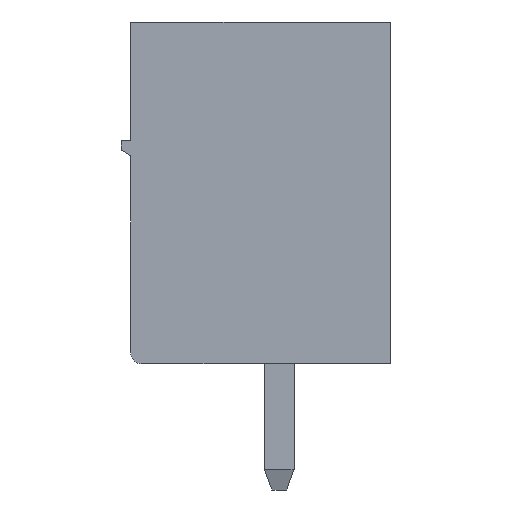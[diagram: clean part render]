
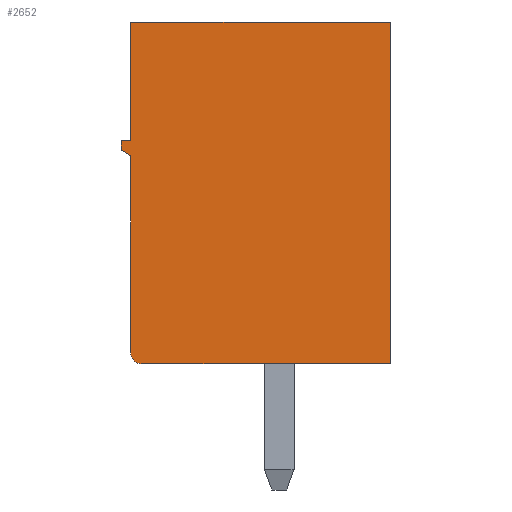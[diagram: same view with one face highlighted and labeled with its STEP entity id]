
A CAD part, left-side view. The second image highlights one B-rep face of the part: STEP entity #2652.
In plain terms, the highlighted planar face has unit normal (-1, 0, 0).
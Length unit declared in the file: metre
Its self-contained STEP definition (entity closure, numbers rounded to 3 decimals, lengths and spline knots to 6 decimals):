
#2652=ADVANCED_FACE('',(#5958),#5959,.T.);
#5958=FACE_OUTER_BOUND('',#9894,.T.);
#5959=PLANE('',#9895);
#9894=EDGE_LOOP('',(#18158,#18159,#18160,#18161,#18162,#18163,#18164,#18165,#18166));
#9895=AXIS2_PLACEMENT_3D('',#18167,#18168,#18169);
#18158=ORIENTED_EDGE('',*,*,#23389,.F.);
#18159=ORIENTED_EDGE('',*,*,#23393,.F.);
#18160=ORIENTED_EDGE('',*,*,#23397,.F.);
#18161=ORIENTED_EDGE('',*,*,#23401,.F.);
#18162=ORIENTED_EDGE('',*,*,#23405,.T.);
#18163=ORIENTED_EDGE('',*,*,#23979,.T.);
#18164=ORIENTED_EDGE('',*,*,#23767,.T.);
#18165=ORIENTED_EDGE('',*,*,#23423,.T.);
#18166=ORIENTED_EDGE('',*,*,#23385,.F.);
#18167=CARTESIAN_POINT('',(-1.087027,0.01036,-0.008267));
#18168=DIRECTION('',(-1.0,0.,0.0));
#18169=DIRECTION('',(0.,-1.0,0.0));
#23385=EDGE_CURVE('',#27931,#27927,#27933,.T.);
#23389=EDGE_CURVE('',#27937,#27931,#27939,.T.);
#23393=EDGE_CURVE('',#27943,#27937,#27945,.T.);
#23397=EDGE_CURVE('',#27949,#27943,#27951,.T.);
#23401=EDGE_CURVE('',#27955,#27949,#27957,.T.);
#23405=EDGE_CURVE('',#27955,#27961,#27963,.T.);
#23423=EDGE_CURVE('',#27994,#27927,#27997,.T.);
#23767=EDGE_CURVE('',#28683,#27994,#28684,.T.);
#23979=EDGE_CURVE('',#27961,#28683,#29067,.T.);
#27927=VERTEX_POINT('',#34550);
#27931=VERTEX_POINT('',#34556);
#27933=LINE('',#34559,#34560);
#27937=VERTEX_POINT('',#34565);
#27939=LINE('',#34568,#34569);
#27943=VERTEX_POINT('',#34574);
#27945=LINE('',#34577,#34578);
#27949=VERTEX_POINT('',#34583);
#27951=LINE('',#34586,#34587);
#27955=VERTEX_POINT('',#34592);
#27957=LINE('',#34595,#34596);
#27961=VERTEX_POINT('',#34600);
#27963=CIRCLE('',#34603,0.0003);
#27994=VERTEX_POINT('',#34647);
#27997=LINE('',#34652,#34653);
#28683=VERTEX_POINT('',#35654);
#28684=LINE('',#35655,#35656);
#29067=LINE('',#36239,#36240);
#34550=CARTESIAN_POINT('',(-1.087027,0.01086,0.000933));
#34556=CARTESIAN_POINT('',(-1.087027,0.01086,-0.002267));
#34559=CARTESIAN_POINT('',(-1.087027,0.01086,-0.008267));
#34560=VECTOR('',#44323,1.0);
#34565=CARTESIAN_POINT('',(-1.087027,0.01111,-0.002267));
#34568=CARTESIAN_POINT('',(-1.087027,0.01036,-0.002267));
#34569=VECTOR('',#44326,1.0);
#34574=CARTESIAN_POINT('',(-1.087027,0.01111,-0.002517));
#34577=CARTESIAN_POINT('',(-1.087027,0.01111,-0.008267));
#34578=VECTOR('',#44329,1.0);
#34583=CARTESIAN_POINT('',(-1.087027,0.01086,-0.002667));
#34586=CARTESIAN_POINT('',(-1.087027,0.008021,-0.00437));
#34587=VECTOR('',#44332,1.0);
#34592=CARTESIAN_POINT('',(-1.087027,0.01086,-0.007967));
#34595=CARTESIAN_POINT('',(-1.087027,0.01086,-0.008267));
#34596=VECTOR('',#44335,1.0);
#34600=CARTESIAN_POINT('',(-1.087027,0.01056,-0.008267));
#34603=AXIS2_PLACEMENT_3D('',#44340,#44341,#44342);
#34647=CARTESIAN_POINT('',(-1.087027,0.00386,0.000933));
#34652=CARTESIAN_POINT('',(-1.087027,0.01036,0.000933));
#34653=VECTOR('',#44361,1.0);
#35654=CARTESIAN_POINT('',(-1.087027,0.00386,-0.008267));
#35655=CARTESIAN_POINT('',(-1.087027,0.00386,-0.008267));
#35656=VECTOR('',#44758,1.0);
#36239=CARTESIAN_POINT('',(-1.087027,0.01036,-0.008267));
#36240=VECTOR('',#44989,1.0);
#44323=DIRECTION('',(0.,0.,1.0));
#44326=DIRECTION('',(0.,-1.0,0.));
#44329=DIRECTION('',(0.,0.,1.0));
#44332=DIRECTION('',(0.,0.857,0.514));
#44335=DIRECTION('',(0.,0.,1.0));
#44340=CARTESIAN_POINT('',(-1.087027,0.01056,-0.007967));
#44341=DIRECTION('',(-1.0,0.,0.0));
#44342=DIRECTION('',(0.,-1.0,0.0));
#44361=DIRECTION('',(0.,1.0,-0.0));
#44758=DIRECTION('',(0.0,0.0,1.0));
#44989=DIRECTION('',(0.,-1.0,0.0));
